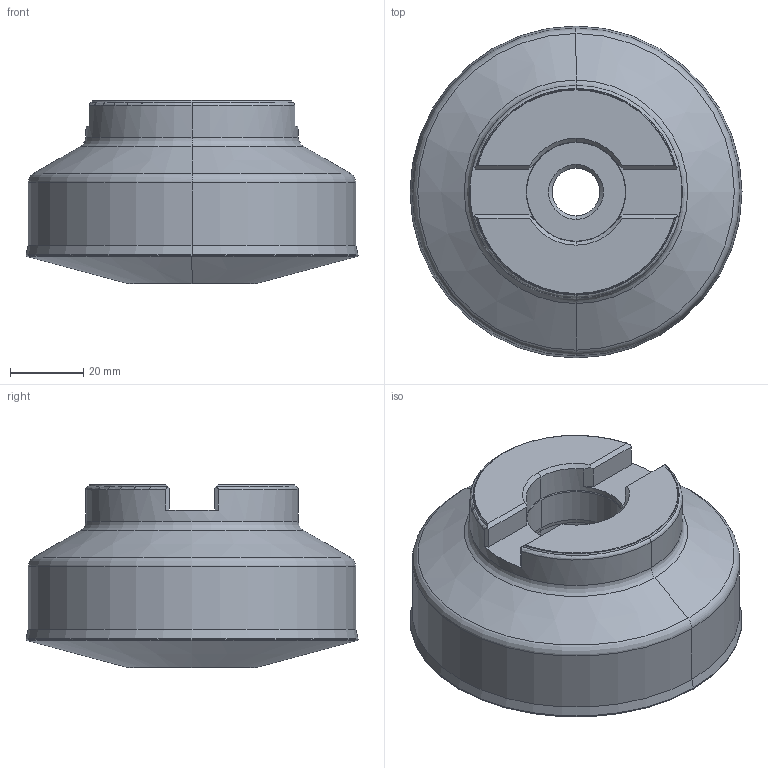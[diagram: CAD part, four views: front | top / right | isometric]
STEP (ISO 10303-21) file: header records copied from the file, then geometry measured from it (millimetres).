
FILE_DESCRIPTION(('no description'),'unknown implementation level');
FILE_NAME('6F9C8013-1958-4E2C-B903-A19A2A65BDD6_export.stp',' ',('CIM GmbH Aachen'),('CADClick - KiM GmbH - www.kimweb.de'),'unknown preprocess','ACIS','unknown authorization');
FILE_SCHEMA(('automotive_design'));
Length unit declared in the file: millimetre
Products named in the file (1): Rotation2
Bounding box: 90.6 x 90.6 x 50 mm (x, y, z)
Volume: 203529.3 mm3; surface area: 24777.7 mm2
Topology: 1 solids, 1 shells, 85 faces, 200 edges, 118 vertices
Faces by surface type: cone 26, plane 23, torus 22, cylinder 14
Entity records: 4779 total; most frequent: CARTESIAN_POINT 500, DIRECTION 452, STYLED_ITEM 404, PRESENTATION_STYLE_ASSIGNMENT 404, COLOUR_RGB 404, ORIENTED_EDGE 400, EDGE_CURVE 200, CURVE_STYLE 200
